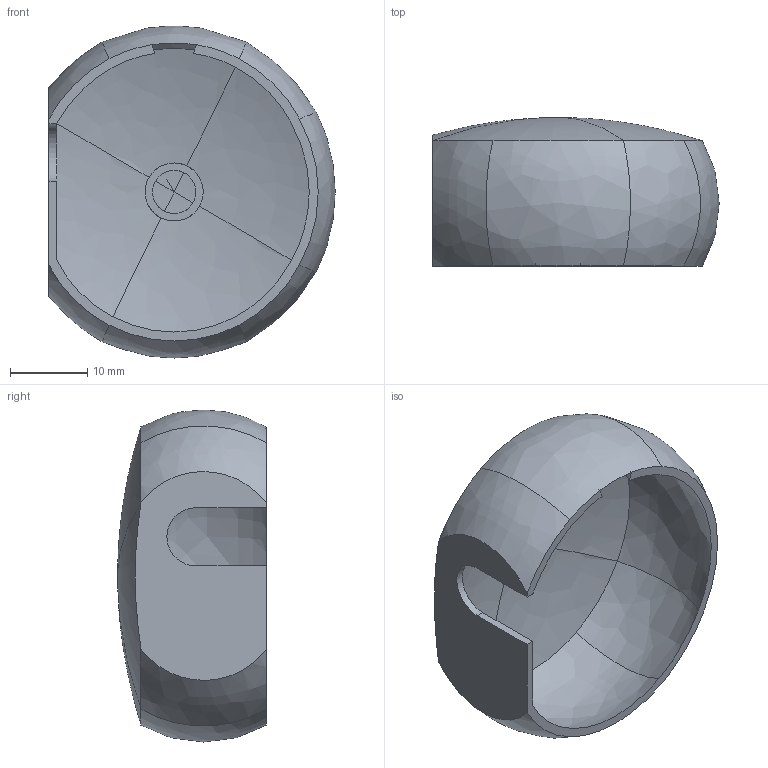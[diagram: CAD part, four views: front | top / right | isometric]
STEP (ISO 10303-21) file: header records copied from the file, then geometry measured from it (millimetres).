
FILE_DESCRIPTION (( 'STEP AP214' ), '1' );
FILE_NAME ('axis6_container_v2.STEP', '2019-10-22T12:05:17', ( '' ), ( '' ), 'SwSTEP 2.0', 'SolidWorks 2017', '' );
FILE_SCHEMA (( 'AUTOMOTIVE_DESIGN' ));
Length unit declared in the file: millimetre
Products named in the file (1): axis6_container_v2
Bounding box: 37.01 x 19.2 x 42.9 mm (x, y, z)
Volume: 3043.4 mm3; surface area: 6252.5 mm2
Topology: 1 solids, 1 shells, 42 faces, 119 edges, 72 vertices
Faces by surface type: bspline 26, plane 10, cylinder 6
Entity records: 8224 total; most frequent: CARTESIAN_POINT 7341, ORIENTED_EDGE 222, EDGE_CURVE 111, DIRECTION 99, VERTEX_POINT 72, B_SPLINE_CURVE_WITH_KNOTS 68, EDGE_LOOP 43, FACE_OUTER_BOUND 42
